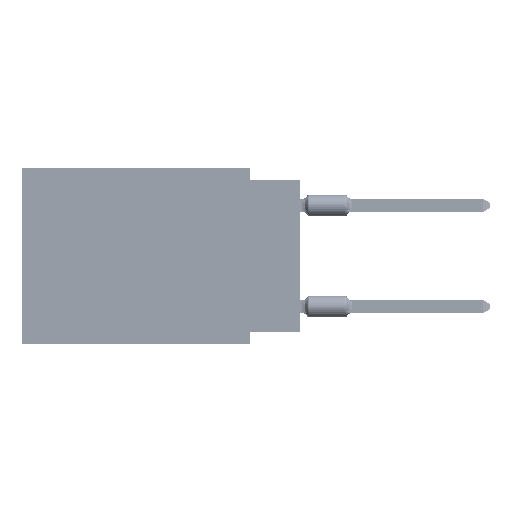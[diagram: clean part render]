
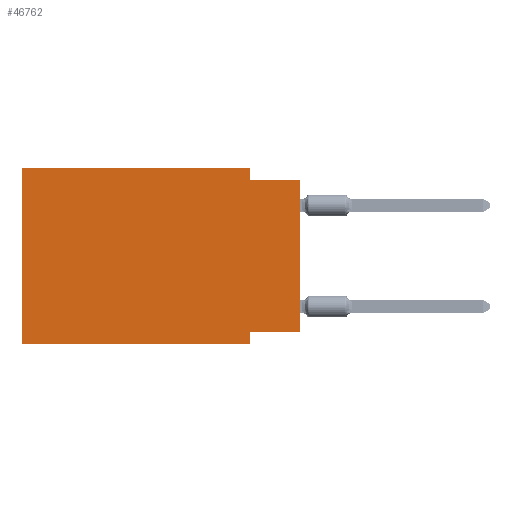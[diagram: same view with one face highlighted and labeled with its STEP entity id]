
A CAD part, left-side view. The second image highlights one B-rep face of the part: STEP entity #46762.
In plain terms, the highlighted planar face has unit normal (-1, 0, 0).
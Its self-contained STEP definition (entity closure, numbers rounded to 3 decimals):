
#1542 = DIRECTION ( 'NONE',  ( 0., 1., 0. ) ) ;
#1965 = DIRECTION ( 'NONE',  ( 0., -1., 0. ) ) ;
#2194 = CARTESIAN_POINT ( 'NONE',  ( 0., 2.54, -8.89 ) ) ;
#2949 = DIRECTION ( 'NONE',  ( 0., 0., -1. ) ) ;
#3877 = VECTOR ( 'NONE', #2949, 1000. ) ;
#4197 = EDGE_CURVE ( 'NONE', #65622, #46000, #62556, .T. ) ;
#5948 = EDGE_CURVE ( 'NONE', #54186, #13997, #61762, .T. ) ;
#6707 = VERTEX_POINT ( 'NONE', #11462 ) ;
#6819 = DIRECTION ( 'NONE',  ( 0., 0., 1. ) ) ;
#7877 = VERTEX_POINT ( 'NONE', #64353 ) ;
#10509 = CARTESIAN_POINT ( 'NONE',  ( 0., 2.54, -8.89 ) ) ;
#10552 = DIRECTION ( 'NONE',  ( 0., -1., 0. ) ) ;
#10771 = CARTESIAN_POINT ( 'NONE',  ( 0., 13.97, 0. ) ) ;
#11462 = CARTESIAN_POINT ( 'NONE',  ( 0., 13.97, 0. ) ) ;
#12041 = AXIS2_PLACEMENT_3D ( 'NONE', #10771, #34487, #58187 ) ;
#13110 = VECTOR ( 'NONE', #1965, 1000. ) ;
#13570 = CARTESIAN_POINT ( 'NONE',  ( 0., 2.54, 0. ) ) ;
#13627 = EDGE_CURVE ( 'NONE', #46000, #31643, #18924, .T. ) ;
#13997 = VERTEX_POINT ( 'NONE', #44373 ) ;
#16388 = CARTESIAN_POINT ( 'NONE',  ( 0., 0., 0. ) ) ;
#18924 = LINE ( 'NONE', #2194, #3877 ) ;
#19469 = ORIENTED_EDGE ( 'NONE', *, *, #61425, .F. ) ;
#20814 = ORIENTED_EDGE ( 'NONE', *, *, #75648, .F. ) ;
#22365 = CARTESIAN_POINT ( 'NONE',  ( 0., 0., -8.255 ) ) ;
#24533 = CARTESIAN_POINT ( 'NONE',  ( 0., 2.54, -8.255 ) ) ;
#25300 = LINE ( 'NONE', #49014, #13110 ) ;
#27127 = ORIENTED_EDGE ( 'NONE', *, *, #43021, .F. ) ;
#31154 = DIRECTION ( 'NONE',  ( 0., -1., 0. ) ) ;
#31643 = VERTEX_POINT ( 'NONE', #10509 ) ;
#34487 = DIRECTION ( 'NONE',  ( 1., 0., 0. ) ) ;
#35156 = VECTOR ( 'NONE', #61382, 1000. ) ;
#35439 = DIRECTION ( 'NONE',  ( 0., 0., 1. ) ) ;
#36349 = VECTOR ( 'NONE', #6819, 1000. ) ;
#36800 = VECTOR ( 'NONE', #35439, 1000. ) ;
#39247 = ORIENTED_EDGE ( 'NONE', *, *, #13627, .F. ) ;
#39692 = EDGE_CURVE ( 'NONE', #71688, #31643, #72761, .T. ) ;
#40880 = LINE ( 'NONE', #16388, #36800 ) ;
#41823 = LINE ( 'NONE', #65529, #36349 ) ;
#42708 = VECTOR ( 'NONE', #31154, 1000. ) ;
#42893 = EDGE_LOOP ( 'NONE', ( #70866, #27127, #72632, #20814, #19469, #71123, #39247, #52378 ) ) ;
#43021 = EDGE_CURVE ( 'NONE', #13997, #7877, #25300, .T. ) ;
#43369 = CARTESIAN_POINT ( 'NONE',  ( 0., 2.54, 0. ) ) ;
#43515 = CARTESIAN_POINT ( 'NONE',  ( 0., 13.97, -8.89 ) ) ;
#44373 = CARTESIAN_POINT ( 'NONE',  ( 0., 2.54, -0.635 ) ) ;
#45147 = VECTOR ( 'NONE', #1542, 1000. ) ;
#45889 = EDGE_CURVE ( 'NONE', #65622, #7877, #40880, .T. ) ;
#45914 = LINE ( 'NONE', #68877, #48908 ) ;
#46000 = VERTEX_POINT ( 'NONE', #24533 ) ;
#46762 = ADVANCED_FACE ( 'NONE', ( #63632 ), #64028, .F. ) ;
#48908 = VECTOR ( 'NONE', #10552, 1000. ) ;
#49014 = CARTESIAN_POINT ( 'NONE',  ( 0., 0., -0.635 ) ) ;
#52378 = ORIENTED_EDGE ( 'NONE', *, *, #4197, .F. ) ;
#54186 = VERTEX_POINT ( 'NONE', #43369 ) ;
#55590 = CARTESIAN_POINT ( 'NONE',  ( 0., 0., -8.255 ) ) ;
#58187 = DIRECTION ( 'NONE',  ( 0., 0., -1. ) ) ;
#61382 = DIRECTION ( 'NONE',  ( 0., 0., -1. ) ) ;
#61425 = EDGE_CURVE ( 'NONE', #71688, #6707, #41823, .T. ) ;
#61762 = LINE ( 'NONE', #13570, #35156 ) ;
#62556 = LINE ( 'NONE', #55590, #45147 ) ;
#63632 = FACE_OUTER_BOUND ( 'NONE', #42893, .T. ) ;
#64028 = PLANE ( 'NONE',  #12041 ) ;
#64353 = CARTESIAN_POINT ( 'NONE',  ( 0., 0., -0.635 ) ) ;
#65529 = CARTESIAN_POINT ( 'NONE',  ( 0., 13.97, 0. ) ) ;
#65622 = VERTEX_POINT ( 'NONE', #22365 ) ;
#66555 = CARTESIAN_POINT ( 'NONE',  ( 0., 13.97, -8.89 ) ) ;
#68877 = CARTESIAN_POINT ( 'NONE',  ( 0., 13.97, 0. ) ) ;
#70866 = ORIENTED_EDGE ( 'NONE', *, *, #45889, .T. ) ;
#71123 = ORIENTED_EDGE ( 'NONE', *, *, #39692, .T. ) ;
#71688 = VERTEX_POINT ( 'NONE', #43515 ) ;
#72632 = ORIENTED_EDGE ( 'NONE', *, *, #5948, .F. ) ;
#72761 = LINE ( 'NONE', #66555, #42708 ) ;
#75648 = EDGE_CURVE ( 'NONE', #6707, #54186, #45914, .T. ) ;
